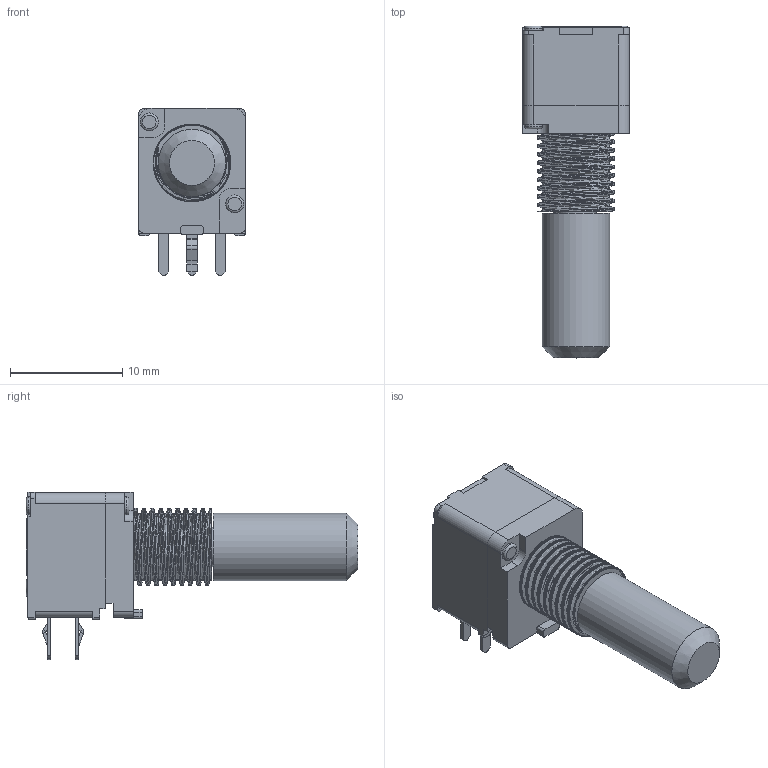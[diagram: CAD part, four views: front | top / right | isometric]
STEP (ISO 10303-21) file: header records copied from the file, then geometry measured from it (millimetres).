
FILE_DESCRIPTION(('FreeCAD Model'),'2;1');
FILE_NAME('ALPS_RK09712_sp.step','2019-03-02T15:23:02' ,('kicad StepUp'),('ksu MCAD'),'Open CASCADE STEP processor 7.2', 'FreeCAD','Unknown');
FILE_SCHEMA(('AUTOMOTIVE_DESIGN { 1 0 10303 214 1 1 1 1 }'));
Length unit declared in the file: millimetre
Products named in the file (1): ALPS_RK09712_sp
Bounding box: 9.5 x 29.55 x 14.87 mm (x, y, z)
Volume: 1565 mm3; surface area: 1239.7 mm2
Topology: 2 solids, 2 shells, 257 faces, 610 edges, 370 vertices
Faces by surface type: plane 148, cylinder 54, bspline 50, torus 4, cone 1
Full cylindrical faces by diameter (mm): 1.6 x4, 3.5 x1, 6 x1
Entity records: 30433 total; most frequent: CARTESIAN_POINT 22999, ORIENTED_EDGE 1220, DIRECTION 1038, EDGE_CURVE 610, LINE 388, VECTOR 388, VERTEX_POINT 370, AXIS2_PLACEMENT_3D 325
